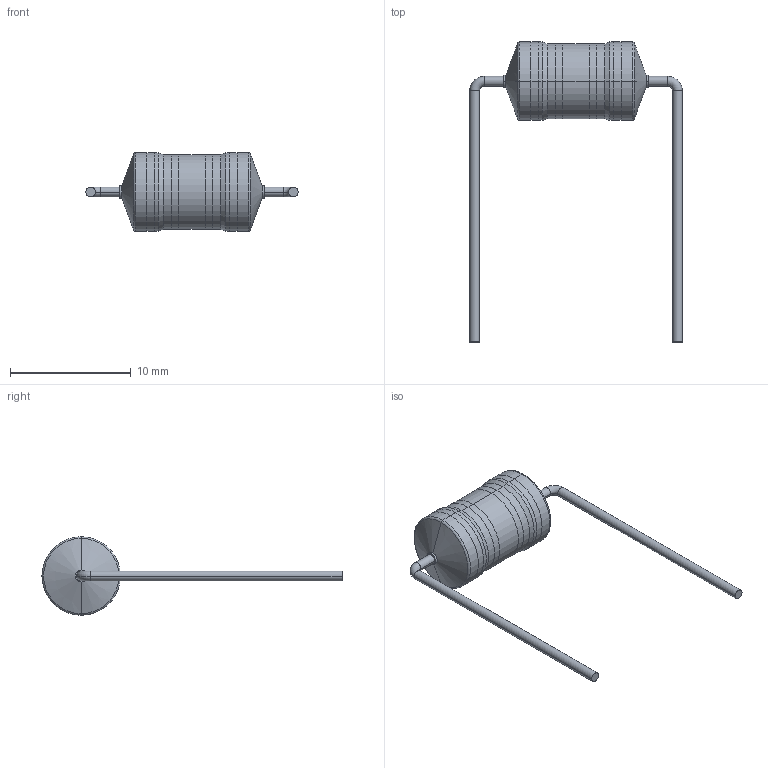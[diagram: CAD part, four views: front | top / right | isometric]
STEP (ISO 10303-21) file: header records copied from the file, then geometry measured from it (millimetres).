
FILE_DESCRIPTION (( 'STEP AP214' ), '1' );
FILE_NAME ('BrownBlackOrangeGold.STEP', '2022-03-10T09:41:00', ( '' ), ( '' ), 'SwSTEP 2.0', 'SolidWorks 2017', '' );
FILE_SCHEMA (( 'AUTOMOTIVE_DESIGN' ));
Length unit declared in the file: millimetre
Products named in the file (1): BrownBlackOrangeGold
Bounding box: 17.6 x 24.85 x 6.5 mm (x, y, z)
Volume: 353.4 mm3; surface area: 554.7 mm2
Topology: 7 solids, 7 shells, 88 faces, 170 edges, 104 vertices
Faces by surface type: cylinder 50, plane 22, torus 8, cone 8
Entity records: 2366 total; most frequent: DIRECTION 460, CARTESIAN_POINT 363, ORIENTED_EDGE 340, AXIS2_PLACEMENT_3D 201, EDGE_CURVE 170, CIRCLE 112, EDGE_LOOP 104, VERTEX_POINT 104
